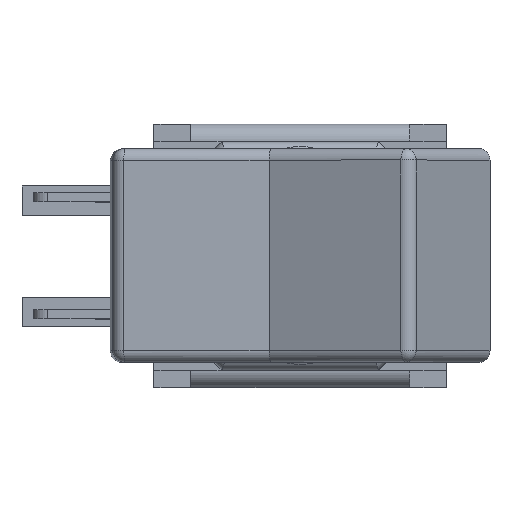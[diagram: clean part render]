
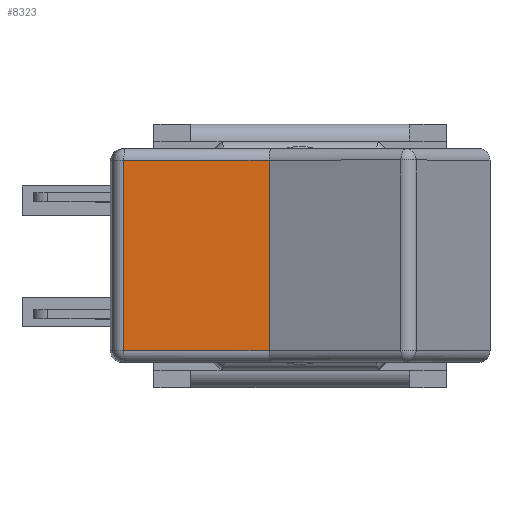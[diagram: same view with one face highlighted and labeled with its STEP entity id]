
A CAD part, top view. The second image highlights one B-rep face of the part: STEP entity #8323.
In plain terms, the highlighted planar face has unit normal (-0.009, 0, 1).
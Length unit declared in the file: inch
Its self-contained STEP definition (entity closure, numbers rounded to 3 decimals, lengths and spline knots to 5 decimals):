
#140=PLANE('',#8855);
#498=FACE_OUTER_BOUND('',#982,.T.);
#982=EDGE_LOOP('',(#5858,#5859,#5860,#5861));
#1524=LINE('',#12142,#2528);
#1529=LINE('',#12161,#2533);
#1530=LINE('',#12165,#2534);
#1531=LINE('',#12166,#2535);
#2528=VECTOR('',#9675,0.24771);
#2533=VECTOR('',#9700,0.32559);
#2534=VECTOR('',#9705,0.32559);
#2535=VECTOR('',#9706,0.24771);
#3725=VERTEX_POINT('',#12138);
#3726=VERTEX_POINT('',#12140);
#3730=VERTEX_POINT('',#12160);
#3731=VERTEX_POINT('',#12164);
#4531=EDGE_CURVE('',#3726,#3725,#1524,.T.);
#4540=EDGE_CURVE('',#3725,#3730,#1529,.T.);
#4542=EDGE_CURVE('',#3726,#3731,#1530,.T.);
#4543=EDGE_CURVE('',#3730,#3731,#1531,.T.);
#5858=ORIENTED_EDGE('',*,*,#4531,.F.);
#5859=ORIENTED_EDGE('',*,*,#4542,.T.);
#5860=ORIENTED_EDGE('',*,*,#4543,.F.);
#5861=ORIENTED_EDGE('',*,*,#4540,.F.);
#8323=ADVANCED_FACE('',(#498),#140,.T.);
#8855=AXIS2_PLACEMENT_3D('',#12163,#9703,#9704);
#9675=DIRECTION('',(-1.,0.,-0.009));
#9700=DIRECTION('',(0.,1.,0.));
#9703=DIRECTION('center_axis',(-0.009,0.,1.));
#9704=DIRECTION('ref_axis',(1.,0.,0.009));
#9705=DIRECTION('',(0.,1.,0.));
#9706=DIRECTION('',(1.,0.,0.009));
#12138=CARTESIAN_POINT('',(-0.30098,-0.1628,0.787));
#12140=CARTESIAN_POINT('',(-0.05328,-0.1628,0.78916));
#12142=CARTESIAN_POINT('',(-0.05328,-0.1628,0.78916));
#12160=CARTESIAN_POINT('',(-0.30098,0.1628,0.787));
#12161=CARTESIAN_POINT('',(-0.30098,-0.1628,0.787));
#12163=CARTESIAN_POINT('Origin',(-0.0409,-0.17907,
0.78927));
#12164=CARTESIAN_POINT('',(-0.05328,0.1628,0.78916));
#12165=CARTESIAN_POINT('',(-0.05328,-0.1628,0.78916));
#12166=CARTESIAN_POINT('',(-0.30098,0.1628,0.787));
